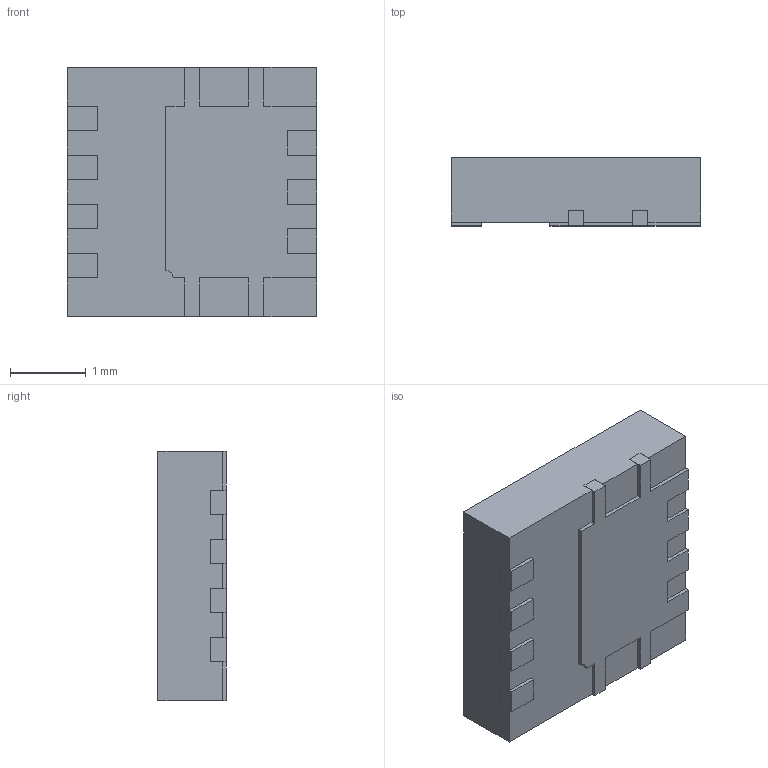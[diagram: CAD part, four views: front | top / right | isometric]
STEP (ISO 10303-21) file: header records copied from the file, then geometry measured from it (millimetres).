
FILE_DESCRIPTION (( 'STEP AP214' ), '1' );
FILE_NAME ('DMG7430LFG-7.STEP', '2025-05-15T09:43:36', ( '' ), ( '' ), 'SwSTEP 2.0', 'SolidWorks 2024', '' );
FILE_SCHEMA (( 'AUTOMOTIVE_DESIGN' ));
Length unit declared in the file: millimetre
Products named in the file (8): DMN3024SFG-7_4; DMN3024SFG-7; DMN3024SFG-7_6; DMG7430LFG-7; DMN3024SFG-7_3; DMN3024SFG-7_5; DMN3024SFG-7_2; DMN3024SFG-7_1
Assembly tree (7 placements, depth 2):
  DMG7430LFG-7
    DMN3024SFG-7
    DMN3024SFG-7_6
    DMN3024SFG-7_1
    DMN3024SFG-7_5
    DMN3024SFG-7_4
    DMN3024SFG-7_3
    DMN3024SFG-7_2
Bounding box: 3.3 x 0.9 x 3.3 mm (x, y, z)
Volume: 9.5 mm3; surface area: 49.6 mm2
Topology: 7 solids, 7 shells, 121 faces, 318 edges, 212 vertices
Faces by surface type: plane 115, cylinder 6
Entity records: 3917 total; most frequent: CARTESIAN_POINT 661, ORIENTED_EDGE 636, DIRECTION 592, EDGE_CURVE 318, VECTOR 306, LINE 306, VERTEX_POINT 212, AXIS2_PLACEMENT_3D 143
